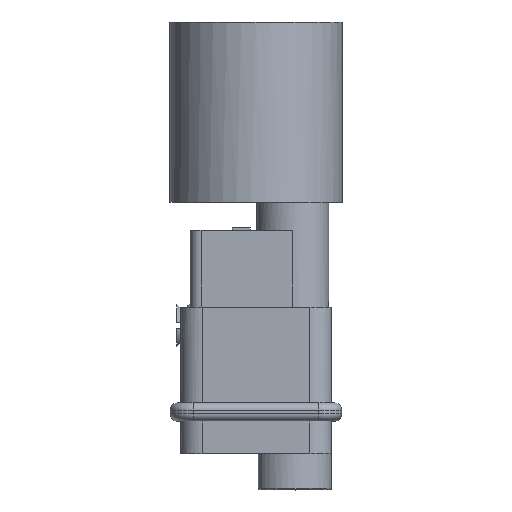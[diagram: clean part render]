
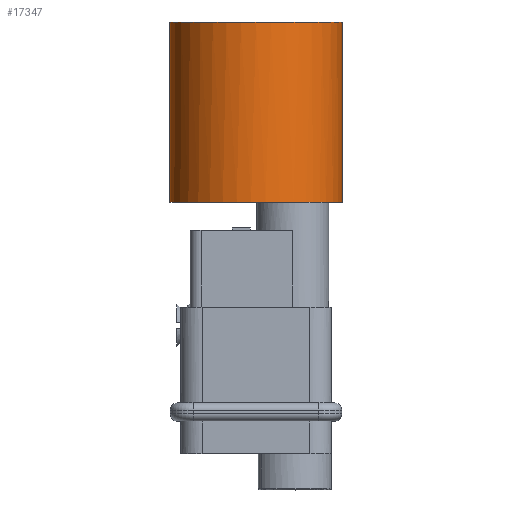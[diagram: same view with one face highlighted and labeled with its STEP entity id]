
A CAD part, top view. The second image highlights one B-rep face of the part: STEP entity #17347.
In plain terms, the highlighted cylindrical face has radius 12 mm (diameter 24 mm), a partial arc.
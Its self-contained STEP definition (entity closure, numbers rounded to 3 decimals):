
#206=CARTESIAN_POINT('',(0.,34.95,-0.079));
#207=DIRECTION('',(0.,1.,0.));
#208=DIRECTION('',(0.577,0.,0.816));
#209=AXIS2_PLACEMENT_3D('',#206,#207,#208);
#489=CARTESIAN_POINT('',(0.,34.95,-0.079));
#490=DIRECTION('',(0.,1.,0.));
#491=DIRECTION('',(-1.,0.,0.));
#492=AXIS2_PLACEMENT_3D('',#489,#490,#491);
#494=CARTESIAN_POINT('',(0.,34.95,-0.079));
#495=DIRECTION('',(0.,1.,0.));
#496=DIRECTION('',(0.807,0.,0.59));
#497=AXIS2_PLACEMENT_3D('',#494,#495,#496);
#6610=CARTESIAN_POINT('',(0.,59.95,-0.079));
#6611=DIRECTION('',(0.,1.,0.));
#6612=DIRECTION('',(-1.,0.,0.));
#6613=AXIS2_PLACEMENT_3D('',#6610,#6611,#6612);
#6620=DIRECTION('',(0.,1.,0.));
#6621=VECTOR('',#6620,25.);
#6622=CARTESIAN_POINT('',(-12.,34.95,-0.079));
#6623=LINE('',#6622,#6621);
#6624=DIRECTION('',(0.,1.,0.));
#6625=VECTOR('',#6624,25.);
#6626=CARTESIAN_POINT('',(12.,34.95,-0.079));
#6627=LINE('',#6626,#6625);
#8518=CARTESIAN_POINT('',(-12.,59.95,-0.079));
#8519=CARTESIAN_POINT('',(12.,59.95,-0.079));
#8520=VERTEX_POINT('',#8518);
#8521=VERTEX_POINT('',#8519);
#8526=CARTESIAN_POINT('',(-12.,34.95,-0.079));
#8527=VERTEX_POINT('',#8526);
#8528=CARTESIAN_POINT('',(12.,34.95,-0.079));
#8529=VERTEX_POINT('',#8528);
#8538=CARTESIAN_POINT('',(6.929,34.95,9.718));
#8539=CARTESIAN_POINT('',(9.689,34.95,7.001));
#8540=VERTEX_POINT('',#8538);
#8541=VERTEX_POINT('',#8539);
#17332=CARTESIAN_POINT('',(0.,34.95,-0.079));
#17333=DIRECTION('',(0.,1.,0.));
#17334=DIRECTION('',(-1.,0.,0.));
#17335=AXIS2_PLACEMENT_3D('',#17332,#17333,#17334);
#17336=CYLINDRICAL_SURFACE('',#17335,12.);
#17337=ORIENTED_EDGE('',*,*,#8710,.F.);
#17338=ORIENTED_EDGE('',*,*,#9170,.F.);
#17340=ORIENTED_EDGE('',*,*,#17339,.T.);
#17341=ORIENTED_EDGE('',*,*,#17321,.T.);
#17343=ORIENTED_EDGE('',*,*,#17342,.F.);
#17344=ORIENTED_EDGE('',*,*,#9182,.F.);
#17345=EDGE_LOOP('',(#17337,#17338,#17340,#17341,#17343,#17344));
#17346=FACE_OUTER_BOUND('',#17345,.F.);
#210=CIRCLE('',#209,12.);
#493=CIRCLE('',#492,12.);
#498=CIRCLE('',#497,12.);
#6614=CIRCLE('',#6613,12.);
#8710=EDGE_CURVE('',#8540,#8541,#210,.T.);
#9170=EDGE_CURVE('',#8527,#8540,#493,.T.);
#9182=EDGE_CURVE('',#8541,#8529,#498,.T.);
#17321=EDGE_CURVE('',#8520,#8521,#6614,.T.);
#17339=EDGE_CURVE('',#8527,#8520,#6623,.T.);
#17342=EDGE_CURVE('',#8529,#8521,#6627,.T.);
#17347=ADVANCED_FACE('',(#17346),#17336,.T.);
